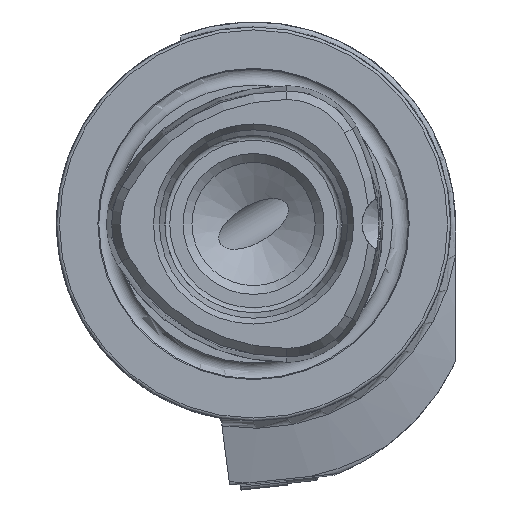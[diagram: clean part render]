
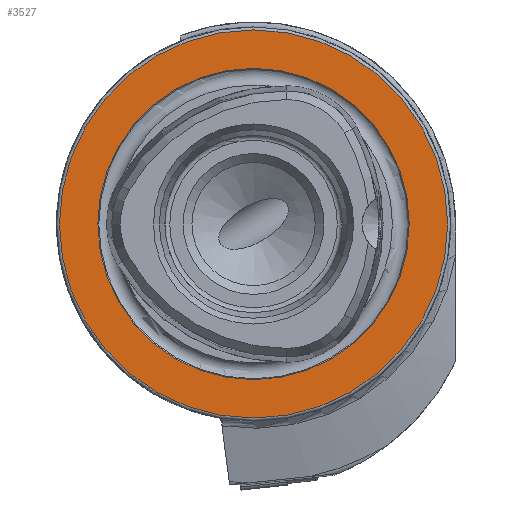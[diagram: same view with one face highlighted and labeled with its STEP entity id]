
A CAD part, left-side view. The second image highlights one B-rep face of the part: STEP entity #3527.
In plain terms, the highlighted planar face has unit normal (-1, 0, 0).
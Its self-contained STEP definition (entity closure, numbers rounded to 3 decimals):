
#354 = VERTEX_POINT ( 'NONE', #4184 ) ;
#402 = AXIS2_PLACEMENT_3D ( 'NONE', #4703, #5967, #8093 ) ;
#706 = ORIENTED_EDGE ( 'NONE', *, *, #5655, .F. ) ;
#1668 = DIRECTION ( 'NONE',  ( 0., 0., -1. ) ) ;
#1817 = FACE_OUTER_BOUND ( 'NONE', #8541, .T. ) ;
#2399 = ORIENTED_EDGE ( 'NONE', *, *, #6048, .T. ) ;
#2807 = DIRECTION ( 'NONE',  ( 0., 0., 1. ) ) ;
#2866 = EDGE_LOOP ( 'NONE', ( #706 ) ) ;
#3362 = AXIS2_PLACEMENT_3D ( 'NONE', #4173, #5641, #2807 ) ;
#3527 = ADVANCED_FACE ( 'NONE', ( #6574, #1817 ), #3758, .F. ) ;
#3703 = AXIS2_PLACEMENT_3D ( 'NONE', #5731, #4381, #1668 ) ;
#3708 = VERTEX_POINT ( 'NONE', #7715 ) ;
#3758 = PLANE ( 'NONE',  #3703 ) ;
#4151 = CIRCLE ( 'NONE', #3362, 15.8 ) ;
#4173 = CARTESIAN_POINT ( 'NONE',  ( 0., 0., 0. ) ) ;
#4184 = CARTESIAN_POINT ( 'NONE',  ( 0., 0., 15.8 ) ) ;
#4381 = DIRECTION ( 'NONE',  ( 1., 0., 0. ) ) ;
#4703 = CARTESIAN_POINT ( 'NONE',  ( 0., 0., 0. ) ) ;
#5167 = CIRCLE ( 'NONE', #402, 19.7 ) ;
#5641 = DIRECTION ( 'NONE',  ( -1., 0., 0. ) ) ;
#5655 = EDGE_CURVE ( 'NONE', #354, #354, #4151, .T. ) ;
#5731 = CARTESIAN_POINT ( 'NONE',  ( 0., 15.8, 0. ) ) ;
#5967 = DIRECTION ( 'NONE',  ( -1., 0., 0. ) ) ;
#6048 = EDGE_CURVE ( 'NONE', #3708, #3708, #5167, .T. ) ;
#6574 = FACE_BOUND ( 'NONE', #2866, .T. ) ;
#7715 = CARTESIAN_POINT ( 'NONE',  ( 0., 0., 19.7 ) ) ;
#8093 = DIRECTION ( 'NONE',  ( 0., 0., 1. ) ) ;
#8541 = EDGE_LOOP ( 'NONE', ( #2399 ) ) ;
